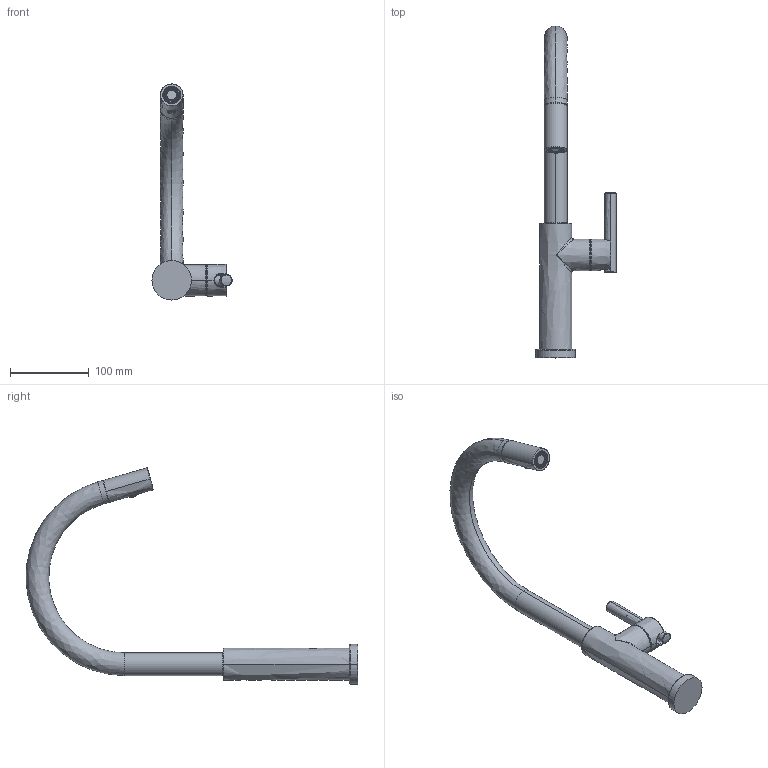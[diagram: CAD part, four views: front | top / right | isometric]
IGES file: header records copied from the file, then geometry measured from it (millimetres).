
Start section:  PTC IGES file: 12682.igs
Global section: file name: 12682.igs; native system: Creo Parametric by PTC Inc.; preprocessor: 2018400; author: jinson.thomas; organization: Unknown; date: 20210407.161812; units: inch
Bounding box: 101.79 x 421.15 x 274.25 mm (x, y, z)
Volume: 638441.2 mm3; surface area: 87823.8 mm2
Topology: 1 solids, 3 shells, 287 faces, 709 edges, 439 vertices
Faces by surface type: revolution 147, bspline 140
